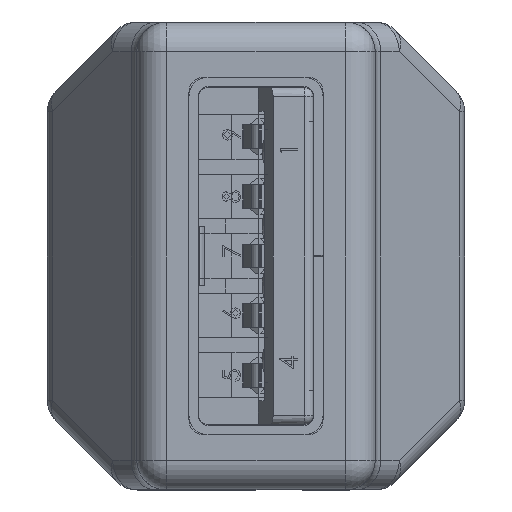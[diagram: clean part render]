
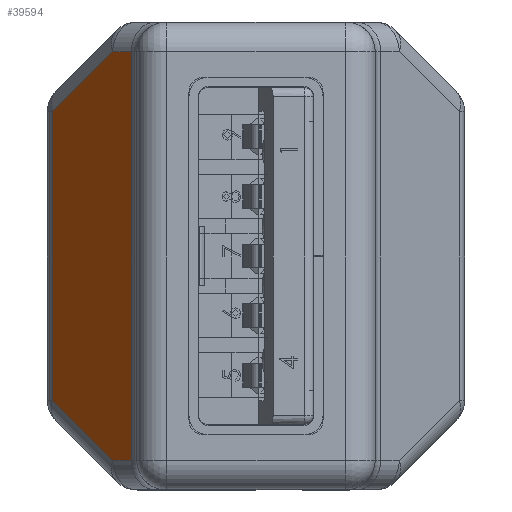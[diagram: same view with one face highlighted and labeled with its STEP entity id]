
A CAD part, left-side view. The second image highlights one B-rep face of the part: STEP entity #39594.
In plain terms, the highlighted face is planar.
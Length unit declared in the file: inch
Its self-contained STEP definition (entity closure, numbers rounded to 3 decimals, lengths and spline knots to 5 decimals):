
#321 = ORIENTED_EDGE ( 'NONE', *, *, #24721, .T. ) ;
#2843 = ORIENTED_EDGE ( 'NONE', *, *, #54505, .T. ) ;
#4685 = CARTESIAN_POINT ( 'NONE',  ( 0.26969, -0.1646, 0.70111 ) ) ;
#5163 = EDGE_CURVE ( 'NONE', #46563, #39574, #22406, .T. ) ;
#5884 = VECTOR ( 'NONE', #54393, 39.37008 ) ;
#7341 = CARTESIAN_POINT ( 'NONE',  ( -0.26969, -0.1646, 0.70111 ) ) ;
#7440 = LINE ( 'NONE', #17774, #19950 ) ;
#7594 = ORIENTED_EDGE ( 'NONE', *, *, #36176, .T. ) ;
#10128 = LINE ( 'NONE', #34847, #49413 ) ;
#11129 = CARTESIAN_POINT ( 'NONE',  ( 0.72009, -0.26847, 0.84946 ) ) ;
#12381 = EDGE_CURVE ( 'NONE', #63442, #46563, #60855, .T. ) ;
#13305 = VERTEX_POINT ( 'NONE', #52908 ) ;
#16719 = CARTESIAN_POINT ( 'NONE',  ( 0.26969, -0.18917, 0.7362 ) ) ;
#17168 = PLANE ( 'NONE',  #34577 ) ;
#17774 = CARTESIAN_POINT ( 'NONE',  ( -0.29143, -0.16743, 0.70515 ) ) ;
#18060 = CARTESIAN_POINT ( 'NONE',  ( 0.26969, -0.27559, 0.85962 ) ) ;
#19950 = VECTOR ( 'NONE', #50006, 39.37008 ) ;
#20610 = CARTESIAN_POINT ( 'NONE',  ( 0.19039, -0.26847, 0.84946 ) ) ;
#22406 = LINE ( 'NONE', #18060, #47509 ) ;
#22523 = DIRECTION ( 'NONE',  ( 0., 0.819, 0.574 ) ) ;
#24721 = EDGE_CURVE ( 'NONE', #13305, #63442, #10128, .T. ) ;
#30174 = VERTEX_POINT ( 'NONE', #20610 ) ;
#30542 = ORIENTED_EDGE ( 'NONE', *, *, #12381, .T. ) ;
#31559 = EDGE_CURVE ( 'NONE', #30174, #31916, #62256, .T. ) ;
#31616 = CARTESIAN_POINT ( 'NONE',  ( 0.30906, -0.1646, 0.70111 ) ) ;
#31916 = VERTEX_POINT ( 'NONE', #58236 ) ;
#32562 = DIRECTION ( 'NONE',  ( -1., 0., 0. ) ) ;
#32574 = LINE ( 'NONE', #38532, #5884 ) ;
#33015 = CARTESIAN_POINT ( 'NONE',  ( 0.72009, -0.27559, 0.85962 ) ) ;
#34577 = AXIS2_PLACEMENT_3D ( 'NONE', #33015, #22523, #59928 ) ;
#34847 = CARTESIAN_POINT ( 'NONE',  ( -0.26969, -0.27559, 0.85962 ) ) ;
#36084 = ORIENTED_EDGE ( 'NONE', *, *, #31559, .T. ) ;
#36176 = EDGE_CURVE ( 'NONE', #31916, #13305, #7440, .T. ) ;
#38532 = CARTESIAN_POINT ( 'NONE',  ( 0.18906, -0.26979, 0.85134 ) ) ;
#39574 = VERTEX_POINT ( 'NONE', #16719 ) ;
#39594 = ADVANCED_FACE ( 'NONE', ( #68556 ), #17168, .F. ) ;
#40252 = DIRECTION ( 'NONE',  ( 0., 0.574, -0.819 ) ) ;
#44910 = EDGE_LOOP ( 'NONE', ( #2843, #36084, #7594, #321, #30542, #45288 ) ) ;
#45288 = ORIENTED_EDGE ( 'NONE', *, *, #5163, .T. ) ;
#46563 = VERTEX_POINT ( 'NONE', #4685 ) ;
#47509 = VECTOR ( 'NONE', #50307, 39.37008 ) ;
#47783 = DIRECTION ( 'NONE',  ( 1., 0., 0. ) ) ;
#48014 = VECTOR ( 'NONE', #32562, 39.37008 ) ;
#49413 = VECTOR ( 'NONE', #40252, 39.37008 ) ;
#50006 = DIRECTION ( 'NONE',  ( -0.498, 0.498, -0.711 ) ) ;
#50307 = DIRECTION ( 'NONE',  ( 0., -0.574, 0.819 ) ) ;
#52908 = CARTESIAN_POINT ( 'NONE',  ( -0.26969, -0.18917, 0.7362 ) ) ;
#54393 = DIRECTION ( 'NONE',  ( -0.498, -0.498, 0.711 ) ) ;
#54505 = EDGE_CURVE ( 'NONE', #39574, #30174, #32574, .T. ) ;
#58236 = CARTESIAN_POINT ( 'NONE',  ( -0.19039, -0.26847, 0.84946 ) ) ;
#59151 = VECTOR ( 'NONE', #47783, 39.37008 ) ;
#59928 = DIRECTION ( 'NONE',  ( 0., -0.574, 0.819 ) ) ;
#60855 = LINE ( 'NONE', #31616, #59151 ) ;
#62256 = LINE ( 'NONE', #11129, #48014 ) ;
#63442 = VERTEX_POINT ( 'NONE', #7341 ) ;
#68556 = FACE_OUTER_BOUND ( 'NONE', #44910, .T. ) ;
